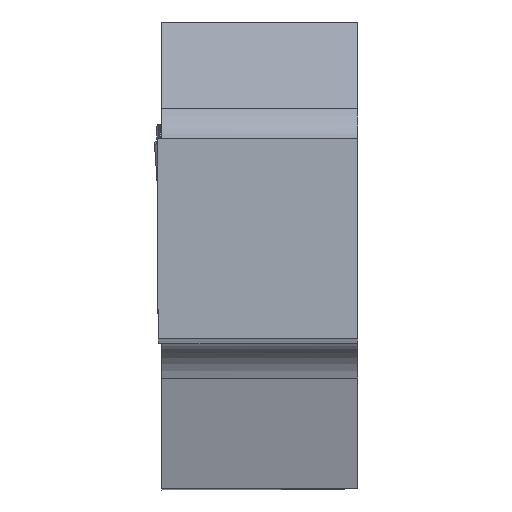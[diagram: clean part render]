
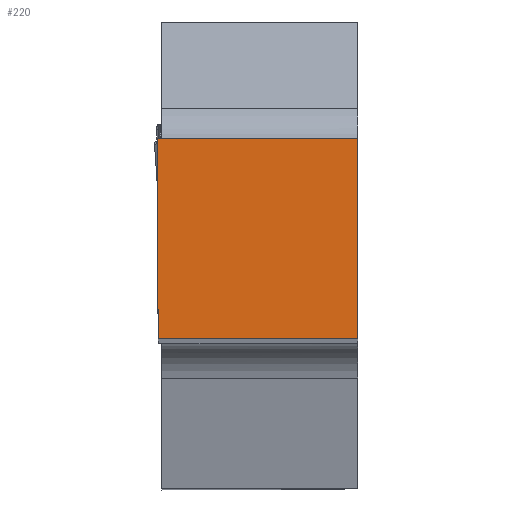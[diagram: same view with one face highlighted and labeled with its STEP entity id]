
A CAD part, top view. The second image highlights one B-rep face of the part: STEP entity #220.
In plain terms, the highlighted planar face has unit normal (0, 0, 1).
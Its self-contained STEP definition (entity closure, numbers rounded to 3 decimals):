
#220=ADVANCED_FACE('CU_BACK_SU1',(#353),#309,.F.);
#309=PLANE('',#1989);
#353=FACE_OUTER_BOUND('',#444,.T.);
#444=EDGE_LOOP('',(#674,#675,#676,#677));
#674=ORIENTED_EDGE('',*,*,#1342,.T.);
#675=ORIENTED_EDGE('',*,*,#1268,.T.);
#676=ORIENTED_EDGE('',*,*,#1343,.T.);
#677=ORIENTED_EDGE('',*,*,#1344,.F.);
#1100=VERTEX_POINT('',#2657);
#1101=VERTEX_POINT('',#2659);
#1166=VERTEX_POINT('',#2845);
#1167=VERTEX_POINT('',#2847);
#1268=EDGE_CURVE('',#1101,#1100,#1522,.T.);
#1342=EDGE_CURVE('',#1166,#1101,#1565,.T.);
#1343=EDGE_CURVE('',#1100,#1167,#1566,.T.);
#1344=EDGE_CURVE('',#1166,#1167,#1567,.T.);
#1522=LINE('',#2658,#1672);
#1565=LINE('',#2844,#1715);
#1566=LINE('',#2846,#1716);
#1567=LINE('',#2848,#1717);
#1672=VECTOR('',#2141,1.);
#1715=VECTOR('',#2254,1.);
#1716=VECTOR('',#2255,1.);
#1717=VECTOR('',#2256,1.);
#1989=AXIS2_PLACEMENT_3D('',#2849,#2257,#2258);
#2141=DIRECTION('',(0.,1.,0.));
#2254=DIRECTION('',(1.,0.,0.));
#2255=DIRECTION('',(-1.,0.,0.));
#2256=DIRECTION('',(-0.004,1.,0.));
#2257=DIRECTION('',(0.,0.,-1.));
#2258=DIRECTION('',(-1.,0.,0.));
#2657=CARTESIAN_POINT('',(0.,6.9,0.));
#2658=CARTESIAN_POINT('',(0.,26.9,0.));
#2659=CARTESIAN_POINT('',(0.,0.,0.));
#2844=CARTESIAN_POINT('',(22.345,0.,0.));
#2845=CARTESIAN_POINT('',(-6.87,0.,0.));
#2846=CARTESIAN_POINT('',(22.345,6.9,0.));
#2847=CARTESIAN_POINT('',(-6.9,6.9,0.));
#2848=CARTESIAN_POINT('',(-6.987,26.772,0.));
#2849=CARTESIAN_POINT('',(22.345,26.9,0.));
